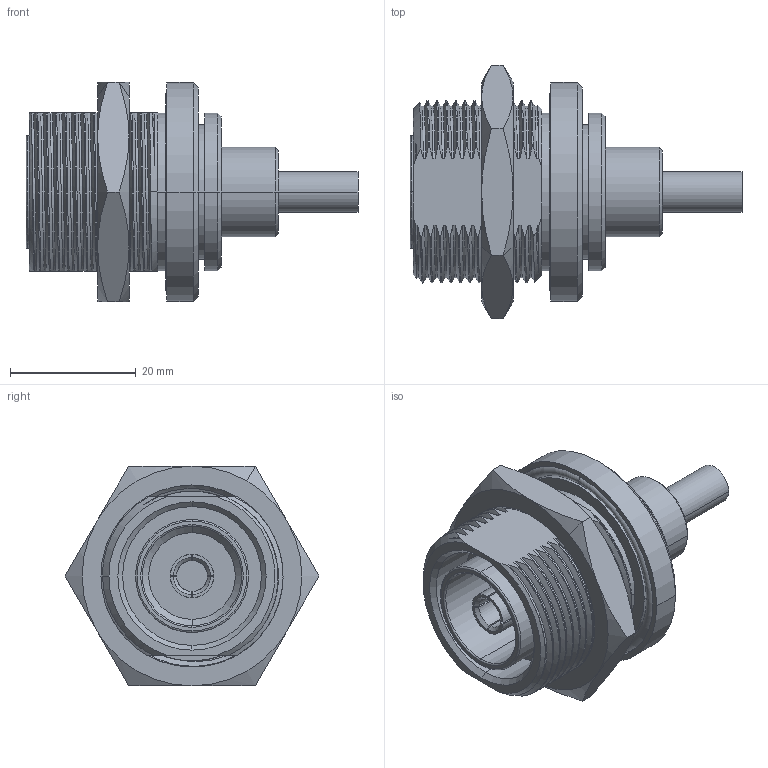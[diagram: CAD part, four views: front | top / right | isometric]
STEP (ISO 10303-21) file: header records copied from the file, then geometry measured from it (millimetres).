
FILE_DESCRIPTION (( 'STEP AP203' ), '1' );
FILE_NAME ('FMCN1832_3D.STEP', '2022-02-14T20:00:13', ( '' ), ( '' ), 'SwSTEP 2.0', 'SolidWorks 2021', '' );
FILE_SCHEMA (( 'CONFIG_CONTROL_DESIGN' ));
Length unit declared in the file: millimetre
Products named in the file (1): FMCN1832_3D
Bounding box: 52.88 x 40.41 x 35 mm (x, y, z)
Volume: 19607.3 mm3; surface area: 11759.3 mm2
Topology: 4 solids, 4 shells, 268 faces, 696 edges, 451 vertices
Faces by surface type: cylinder 85, bspline 85, plane 47, cone 43, torus 8
Entity records: 47220 total; most frequent: CARTESIAN_POINT 41704, ORIENTED_EDGE 1392, DIRECTION 852, EDGE_CURVE 696, VERTEX_POINT 451, AXIS2_PLACEMENT_3D 341, EDGE_LOOP 289, ADVANCED_FACE 268
